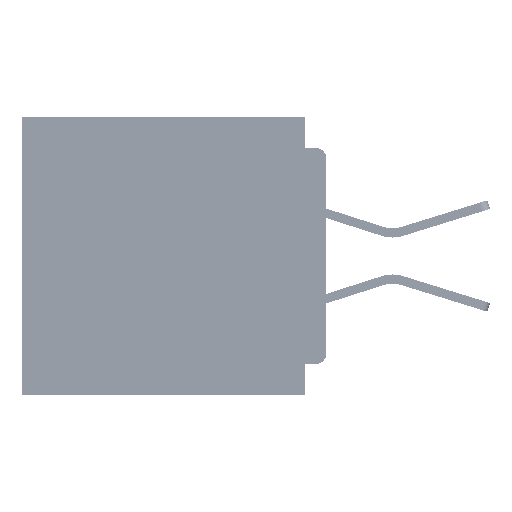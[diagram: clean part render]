
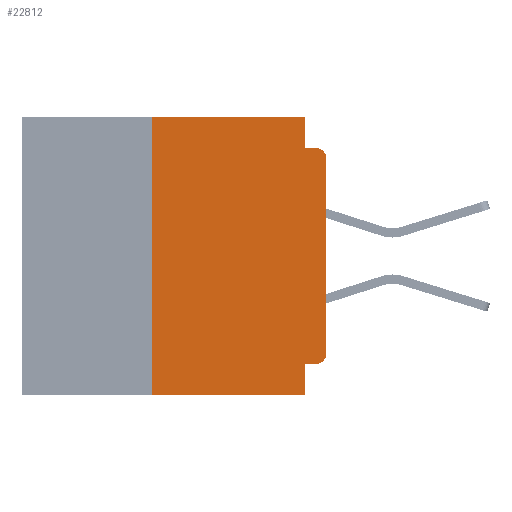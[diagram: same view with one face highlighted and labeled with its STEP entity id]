
A CAD part, left-side view. The second image highlights one B-rep face of the part: STEP entity #22812.
In plain terms, the highlighted planar face has unit normal (-1, 0, 0).
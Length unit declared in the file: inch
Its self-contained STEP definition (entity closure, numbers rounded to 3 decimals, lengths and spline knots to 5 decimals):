
#442 = CARTESIAN_POINT ( 'NONE',  ( 0., 0.25, -0.4 ) ) ;
#1965 = DIRECTION ( 'NONE',  ( 0., 0., -1. ) ) ;
#2867 = VECTOR ( 'NONE', #65361, 39.37008 ) ;
#2968 = CARTESIAN_POINT ( 'NONE',  ( 0., 0.031, 0. ) ) ;
#3201 = DIRECTION ( 'NONE',  ( 0., 0., 1. ) ) ;
#3537 = EDGE_CURVE ( 'NONE', #14939, #50760, #22750, .T. ) ;
#3960 = CARTESIAN_POINT ( 'NONE',  ( 0., 0.437, 0. ) ) ;
#4470 = LINE ( 'NONE', #3960, #2867 ) ;
#5380 = CARTESIAN_POINT ( 'NONE',  ( 0., 0.015, -0.34 ) ) ;
#5703 = VECTOR ( 'NONE', #60699, 39.37008 ) ;
#5721 = EDGE_CURVE ( 'NONE', #40316, #48328, #42528, .T. ) ;
#5835 = ORIENTED_EDGE ( 'NONE', *, *, #41976, .F. ) ;
#5880 = AXIS2_PLACEMENT_3D ( 'NONE', #58049, #47974, #32687 ) ;
#7276 = VERTEX_POINT ( 'NONE', #39385 ) ;
#9044 = VECTOR ( 'NONE', #18839, 39.37008 ) ;
#9413 = CARTESIAN_POINT ( 'NONE',  ( 0., 0.031, -0.045 ) ) ;
#10557 = DIRECTION ( 'NONE',  ( 0., 0., -1. ) ) ;
#12661 = VECTOR ( 'NONE', #63440, 39.37008 ) ;
#14098 = VERTEX_POINT ( 'NONE', #2968 ) ;
#14140 = FACE_OUTER_BOUND ( 'NONE', #19336, .T. ) ;
#14476 = ORIENTED_EDGE ( 'NONE', *, *, #55940, .F. ) ;
#14656 = CARTESIAN_POINT ( 'NONE',  ( 0., 0., -0.06 ) ) ;
#14759 = ORIENTED_EDGE ( 'NONE', *, *, #52234, .T. ) ;
#14939 = VERTEX_POINT ( 'NONE', #9413 ) ;
#17306 = CARTESIAN_POINT ( 'NONE',  ( 0., 0.031, 0. ) ) ;
#17787 = CARTESIAN_POINT ( 'NONE',  ( 0., 0.031, -0.4 ) ) ;
#18271 = CARTESIAN_POINT ( 'NONE',  ( 0., 0.015, -0.06 ) ) ;
#18522 = AXIS2_PLACEMENT_3D ( 'NONE', #5380, #41345, #10557 ) ;
#18839 = DIRECTION ( 'NONE',  ( 0., -1., 0. ) ) ;
#19336 = EDGE_LOOP ( 'NONE', ( #27837, #36442, #23493, #32433, #14476, #5835, #14759, #57640, #53119, #37562 ) ) ;
#20470 = LINE ( 'NONE', #50673, #59555 ) ;
#22750 = LINE ( 'NONE', #44422, #9044 ) ;
#22812 = ADVANCED_FACE ( 'NONE', ( #14140 ), #63085, .F. ) ;
#23084 = LINE ( 'NONE', #38695, #35113 ) ;
#23379 = CARTESIAN_POINT ( 'NONE',  ( 0., 0.031, -0.4 ) ) ;
#23438 = DIRECTION ( 'NONE',  ( 0., 0., -1. ) ) ;
#23493 = ORIENTED_EDGE ( 'NONE', *, *, #3537, .F. ) ;
#24508 = VECTOR ( 'NONE', #3201, 39.37008 ) ;
#27837 = ORIENTED_EDGE ( 'NONE', *, *, #39331, .T. ) ;
#28392 = DIRECTION ( 'NONE',  ( 0., 1., 0. ) ) ;
#30387 = CIRCLE ( 'NONE', #49011, 0.015 ) ;
#30712 = CARTESIAN_POINT ( 'NONE',  ( 0., 0., -0.34 ) ) ;
#32433 = ORIENTED_EDGE ( 'NONE', *, *, #38527, .F. ) ;
#32687 = DIRECTION ( 'NONE',  ( 0., 0., -1. ) ) ;
#35113 = VECTOR ( 'NONE', #28392, 39.37008 ) ;
#36442 = ORIENTED_EDGE ( 'NONE', *, *, #55103, .T. ) ;
#37562 = ORIENTED_EDGE ( 'NONE', *, *, #5721, .T. ) ;
#38030 = EDGE_CURVE ( 'NONE', #40316, #7276, #23084, .T. ) ;
#38527 = EDGE_CURVE ( 'NONE', #14098, #14939, #60446, .T. ) ;
#38695 = CARTESIAN_POINT ( 'NONE',  ( 0., 0., -0.355 ) ) ;
#39331 = EDGE_CURVE ( 'NONE', #48328, #47077, #65049, .T. ) ;
#39385 = CARTESIAN_POINT ( 'NONE',  ( 0., 0.031, -0.355 ) ) ;
#40316 = VERTEX_POINT ( 'NONE', #57845 ) ;
#41008 = VERTEX_POINT ( 'NONE', #57566 ) ;
#41345 = DIRECTION ( 'NONE',  ( -1., 0., 0. ) ) ;
#41976 = EDGE_CURVE ( 'NONE', #52958, #41008, #48372, .T. ) ;
#42528 = CIRCLE ( 'NONE', #18522, 0.015 ) ;
#44422 = CARTESIAN_POINT ( 'NONE',  ( 0., 0., -0.045 ) ) ;
#45518 = CARTESIAN_POINT ( 'NONE',  ( 0., 0.25, -0.4 ) ) ;
#47077 = VERTEX_POINT ( 'NONE', #14656 ) ;
#47110 = VECTOR ( 'NONE', #1965, 39.37008 ) ;
#47974 = DIRECTION ( 'NONE',  ( 1., 0., 0. ) ) ;
#48328 = VERTEX_POINT ( 'NONE', #30712 ) ;
#48372 = LINE ( 'NONE', #45518, #5703 ) ;
#49011 = AXIS2_PLACEMENT_3D ( 'NONE', #18271, #54068, #23438 ) ;
#50673 = CARTESIAN_POINT ( 'NONE',  ( 0., 0.437, -0.4 ) ) ;
#50760 = VERTEX_POINT ( 'NONE', #62509 ) ;
#52234 = EDGE_CURVE ( 'NONE', #52958, #60541, #20470, .T. ) ;
#52958 = VERTEX_POINT ( 'NONE', #442 ) ;
#53119 = ORIENTED_EDGE ( 'NONE', *, *, #38030, .F. ) ;
#53535 = LINE ( 'NONE', #17787, #12661 ) ;
#54068 = DIRECTION ( 'NONE',  ( -1., 0., 0. ) ) ;
#54347 = CARTESIAN_POINT ( 'NONE',  ( 0., 0., 0. ) ) ;
#55103 = EDGE_CURVE ( 'NONE', #47077, #50760, #30387, .T. ) ;
#55940 = EDGE_CURVE ( 'NONE', #41008, #14098, #4470, .T. ) ;
#57566 = CARTESIAN_POINT ( 'NONE',  ( 0., 0.25, 0. ) ) ;
#57640 = ORIENTED_EDGE ( 'NONE', *, *, #62278, .F. ) ;
#57845 = CARTESIAN_POINT ( 'NONE',  ( 0., 0.015, -0.355 ) ) ;
#58049 = CARTESIAN_POINT ( 'NONE',  ( 0., 0.437, 0. ) ) ;
#59555 = VECTOR ( 'NONE', #65956, 39.37008 ) ;
#60446 = LINE ( 'NONE', #17306, #47110 ) ;
#60541 = VERTEX_POINT ( 'NONE', #23379 ) ;
#60699 = DIRECTION ( 'NONE',  ( 0., 0., 1. ) ) ;
#62278 = EDGE_CURVE ( 'NONE', #7276, #60541, #53535, .T. ) ;
#62509 = CARTESIAN_POINT ( 'NONE',  ( 0., 0.015, -0.045 ) ) ;
#63085 = PLANE ( 'NONE',  #5880 ) ;
#63440 = DIRECTION ( 'NONE',  ( 0., 0., -1. ) ) ;
#65049 = LINE ( 'NONE', #54347, #24508 ) ;
#65361 = DIRECTION ( 'NONE',  ( 0., -1., 0. ) ) ;
#65956 = DIRECTION ( 'NONE',  ( 0., -1., 0. ) ) ;
